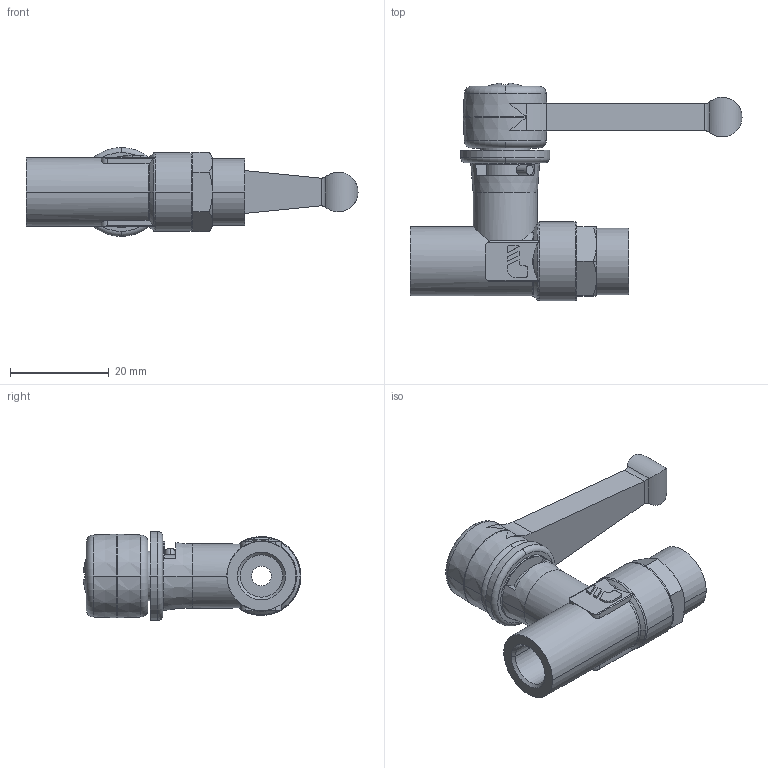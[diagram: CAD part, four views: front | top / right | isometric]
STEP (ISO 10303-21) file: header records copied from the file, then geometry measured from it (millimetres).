
FILE_DESCRIPTION(('STEP AP214'),'1');
FILE_NAME('0402_04_10.stp','2016-07-07T14:23:32',('TraceParts'),('TraceParts S.A.'),'Spatial InterOp 3D',' ',' ');
FILE_SCHEMA(('automotive_design'));
Length unit declared in the file: millimetre
Products named in the file (1): 1
Bounding box: 67.3 x 44.16 x 18 mm (x, y, z)
Volume: 13039 mm3; surface area: 6221 mm2
Topology: 1 solids, 1 shells, 173 faces, 442 edges, 283 vertices
Faces by surface type: plane 70, cylinder 51, cone 26, torus 25, sphere 1
Entity records: 6195 total; most frequent: CARTESIAN_POINT 1959, DIRECTION 922, ORIENTED_EDGE 884, EDGE_CURVE 442, AXIS2_PLACEMENT_3D 378, VERTEX_POINT 283, CIRCLE 196, EDGE_LOOP 187
